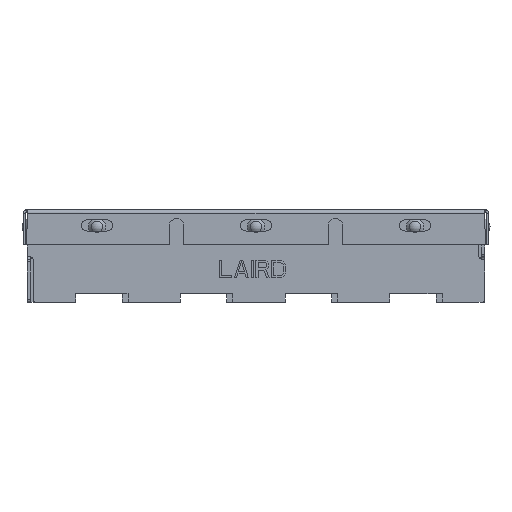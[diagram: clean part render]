
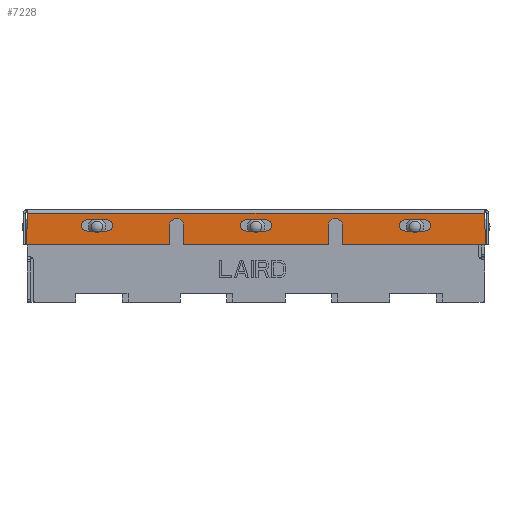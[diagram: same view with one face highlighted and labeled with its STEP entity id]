
A CAD part, front view. The second image highlights one B-rep face of the part: STEP entity #7228.
In plain terms, the highlighted face is planar.
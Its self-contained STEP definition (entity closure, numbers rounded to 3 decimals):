
#7228=ADVANCED_FACE('',(#14872,#14874,#14876,#14878),#14880,.T.);
#14872=FACE_BOUND('',#14873,.T.);
#14873=EDGE_LOOP('',(#20675,#20676,#20677,#20678,#20679,#20680,#20681,#20682,#20683,
#20684,#20685,#20686));
#14874=FACE_BOUND('',#14875,.T.);
#14875=EDGE_LOOP('',(#20687,#20688,#20689,#20690));
#14876=FACE_BOUND('',#14877,.T.);
#14877=EDGE_LOOP('',(#20691,#20692,#20693,#20694));
#14878=FACE_BOUND('',#14879,.T.);
#14879=EDGE_LOOP('',(#20695,#20696,#20697,#20698));
#14880=PLANE('',#14881);
#14881=AXIS2_PLACEMENT_3D('',#14882,#14883,#14884);
#14882=CARTESIAN_POINT('',(13.135,0.8,13.335));
#14883=DIRECTION('',(-0.,0.,1.));
#14884=DIRECTION('',(0.,-1.,0.));
#20675=ORIENTED_EDGE('',*,*,#23829,.F.);
#20676=ORIENTED_EDGE('',*,*,#23830,.F.);
#20677=ORIENTED_EDGE('',*,*,#23831,.T.);
#20678=ORIENTED_EDGE('',*,*,#23832,.F.);
#20679=ORIENTED_EDGE('',*,*,#23833,.T.);
#20680=ORIENTED_EDGE('',*,*,#23834,.T.);
#20681=ORIENTED_EDGE('',*,*,#23835,.T.);
#20682=ORIENTED_EDGE('',*,*,#23836,.F.);
#20683=ORIENTED_EDGE('',*,*,#23837,.T.);
#20684=ORIENTED_EDGE('',*,*,#23838,.T.);
#20685=ORIENTED_EDGE('',*,*,#23839,.T.);
#20686=ORIENTED_EDGE('',*,*,#23840,.T.);
#20687=ORIENTED_EDGE('',*,*,#23841,.T.);
#20688=ORIENTED_EDGE('',*,*,#23842,.F.);
#20689=ORIENTED_EDGE('',*,*,#23843,.T.);
#20690=ORIENTED_EDGE('',*,*,#23844,.F.);
#20691=ORIENTED_EDGE('',*,*,#23845,.T.);
#20692=ORIENTED_EDGE('',*,*,#23846,.F.);
#20693=ORIENTED_EDGE('',*,*,#23847,.T.);
#20694=ORIENTED_EDGE('',*,*,#23848,.F.);
#20695=ORIENTED_EDGE('',*,*,#23849,.T.);
#20696=ORIENTED_EDGE('',*,*,#23850,.F.);
#20697=ORIENTED_EDGE('',*,*,#23851,.T.);
#20698=ORIENTED_EDGE('',*,*,#23852,.F.);
#23829=EDGE_CURVE('',#27831,#27832,#27833,.T.);
#23830=EDGE_CURVE('',#27834,#27831,#27835,.T.);
#23831=EDGE_CURVE('',#27834,#27836,#27837,.T.);
#23832=EDGE_CURVE('',#27838,#27836,#27839,.T.);
#23833=EDGE_CURVE('',#27838,#27840,#27841,.T.);
#23834=EDGE_CURVE('',#27840,#27842,#27843,.T.);
#23835=EDGE_CURVE('',#27842,#27844,#27845,.T.);
#23836=EDGE_CURVE('',#27846,#27844,#27847,.T.);
#23837=EDGE_CURVE('',#27846,#27848,#27849,.T.);
#23838=EDGE_CURVE('',#27848,#27850,#27851,.T.);
#23839=EDGE_CURVE('',#27850,#27852,#27853,.T.);
#23840=EDGE_CURVE('',#27852,#27832,#27854,.T.);
#23841=EDGE_CURVE('',#27855,#27856,#27857,.T.);
#23842=EDGE_CURVE('',#27858,#27856,#27859,.T.);
#23843=EDGE_CURVE('',#27858,#27860,#27861,.T.);
#23844=EDGE_CURVE('',#27855,#27860,#27862,.T.);
#23845=EDGE_CURVE('',#27863,#27864,#27865,.T.);
#23846=EDGE_CURVE('',#27866,#27864,#27867,.T.);
#23847=EDGE_CURVE('',#27866,#27868,#27869,.T.);
#23848=EDGE_CURVE('',#27863,#27868,#27870,.T.);
#23849=EDGE_CURVE('',#27871,#27872,#27873,.T.);
#23850=EDGE_CURVE('',#27874,#27872,#27875,.T.);
#23851=EDGE_CURVE('',#27874,#27876,#27877,.T.);
#23852=EDGE_CURVE('',#27871,#27876,#27878,.T.);
#27831=VERTEX_POINT('',#36887);
#27832=VERTEX_POINT('',#36888);
#27833=LINE('',#36889,#36890);
#27834=VERTEX_POINT('',#36892);
#27835=LINE('',#36893,#36894);
#27836=VERTEX_POINT('',#36896);
#27837=LINE('',#36897,#36898);
#27838=VERTEX_POINT('',#36900);
#27839=LINE('',#36901,#36902);
#27840=VERTEX_POINT('',#36904);
#27841=CIRCLE('',#36905,0.4);
#27842=VERTEX_POINT('',#36909);
#27843=LINE('',#36910,#36911);
#27844=VERTEX_POINT('',#36913);
#27845=LINE('',#36914,#36915);
#27846=VERTEX_POINT('',#36917);
#27847=LINE('',#36918,#36919);
#27848=VERTEX_POINT('',#36921);
#27849=CIRCLE('',#36922,0.4);
#27850=VERTEX_POINT('',#36926);
#27851=LINE('',#36927,#36928);
#27852=VERTEX_POINT('',#36930);
#27853=LINE('',#36931,#36932);
#27854=LINE('',#36934,#36935);
#27855=VERTEX_POINT('',#36937);
#27856=VERTEX_POINT('',#36938);
#27857=CIRCLE('',#36939,0.325);
#27858=VERTEX_POINT('',#36943);
#27859=LINE('',#36944,#36945);
#27860=VERTEX_POINT('',#36947);
#27861=CIRCLE('',#36948,0.325);
#27862=LINE('',#36952,#36953);
#27863=VERTEX_POINT('',#36955);
#27864=VERTEX_POINT('',#36956);
#27865=CIRCLE('',#36957,0.325);
#27866=VERTEX_POINT('',#36961);
#27867=LINE('',#36962,#36963);
#27868=VERTEX_POINT('',#36965);
#27869=CIRCLE('',#36966,0.325);
#27870=LINE('',#36970,#36971);
#27871=VERTEX_POINT('',#36973);
#27872=VERTEX_POINT('',#36974);
#27873=CIRCLE('',#36975,0.325);
#27874=VERTEX_POINT('',#36979);
#27875=LINE('',#36980,#36981);
#27876=VERTEX_POINT('',#36983);
#27877=CIRCLE('',#36984,0.325);
#27878=LINE('',#36988,#36989);
#36887=CARTESIAN_POINT('',(-13.075,0.8,13.335));
#36888=CARTESIAN_POINT('',(13.075,0.8,13.335));
#36889=CARTESIAN_POINT('',(-13.075,0.8,13.335));
#36890=VECTOR('',#36891,1.);
#36891=DIRECTION('',(1.,0.,0.));
#36892=CARTESIAN_POINT('',(-13.175,-1.,13.335));
#36893=CARTESIAN_POINT('',(-13.175,-1.,13.335));
#36894=VECTOR('',#36895,1.);
#36895=DIRECTION('',(0.056,0.998,0.));
#36896=CARTESIAN_POINT('',(-4.955,-1.,13.335));
#36897=CARTESIAN_POINT('',(-13.175,-1.,13.335));
#36898=VECTOR('',#36899,1.);
#36899=DIRECTION('',(1.,0.,0.));
#36900=CARTESIAN_POINT('',(-4.955,0.1,13.335));
#36901=CARTESIAN_POINT('',(-4.955,0.1,13.335));
#36902=VECTOR('',#36903,1.);
#36903=DIRECTION('',(0.,-1.,0.));
#36904=CARTESIAN_POINT('',(-4.155,0.1,13.335));
#36905=AXIS2_PLACEMENT_3D('',#36906,#36907,#36908);
#36906=CARTESIAN_POINT('',(-4.555,0.1,13.335));
#36907=DIRECTION('',(0.,0.,-1.));
#36908=DIRECTION('',(-1.,0.,0.));
#36909=CARTESIAN_POINT('',(-4.155,-1.,13.335));
#36910=CARTESIAN_POINT('',(-4.155,0.1,13.335));
#36911=VECTOR('',#36912,1.);
#36912=DIRECTION('',(0.,-1.,0.));
#36913=CARTESIAN_POINT('',(4.155,-1.,13.335));
#36914=CARTESIAN_POINT('',(-4.155,-1.,13.335));
#36915=VECTOR('',#36916,1.);
#36916=DIRECTION('',(1.,0.,0.));
#36917=CARTESIAN_POINT('',(4.155,0.1,13.335));
#36918=CARTESIAN_POINT('',(4.155,0.1,13.335));
#36919=VECTOR('',#36920,1.);
#36920=DIRECTION('',(0.,-1.,0.));
#36921=CARTESIAN_POINT('',(4.955,0.1,13.335));
#36922=AXIS2_PLACEMENT_3D('',#36923,#36924,#36925);
#36923=CARTESIAN_POINT('',(4.555,0.1,13.335));
#36924=DIRECTION('',(0.,0.,-1.));
#36925=DIRECTION('',(-1.,0.,0.));
#36926=CARTESIAN_POINT('',(4.955,-1.,13.335));
#36927=CARTESIAN_POINT('',(4.955,0.1,13.335));
#36928=VECTOR('',#36929,1.);
#36929=DIRECTION('',(0.,-1.,0.));
#36930=CARTESIAN_POINT('',(13.175,-1.,13.335));
#36931=CARTESIAN_POINT('',(4.955,-1.,13.335));
#36932=VECTOR('',#36933,1.);
#36933=DIRECTION('',(1.,0.,0.));
#36934=CARTESIAN_POINT('',(13.175,-1.,13.335));
#36935=VECTOR('',#36936,1.);
#36936=DIRECTION('',(-0.056,0.998,0.));
#36937=CARTESIAN_POINT('',(8.545,-0.225,13.335));
#36938=CARTESIAN_POINT('',(8.545,0.425,13.335));
#36939=AXIS2_PLACEMENT_3D('',#36940,#36941,#36942);
#36940=CARTESIAN_POINT('',(8.545,0.1,13.335));
#36941=DIRECTION('',(0.,0.,-1.));
#36942=DIRECTION('',(0.,-1.,0.));
#36943=CARTESIAN_POINT('',(9.675,0.425,13.335));
#36944=CARTESIAN_POINT('',(9.675,0.425,13.335));
#36945=VECTOR('',#36946,1.);
#36946=DIRECTION('',(-1.,0.,0.));
#36947=CARTESIAN_POINT('',(9.675,-0.225,13.335));
#36948=AXIS2_PLACEMENT_3D('',#36949,#36950,#36951);
#36949=CARTESIAN_POINT('',(9.675,0.1,13.335));
#36950=DIRECTION('',(0.,0.,-1.));
#36951=DIRECTION('',(0.,1.,0.));
#36952=CARTESIAN_POINT('',(8.545,-0.225,13.335));
#36953=VECTOR('',#36954,1.);
#36954=DIRECTION('',(1.,0.,0.));
#36955=CARTESIAN_POINT('',(-9.675,-0.225,13.335));
#36956=CARTESIAN_POINT('',(-9.675,0.425,13.335));
#36957=AXIS2_PLACEMENT_3D('',#36958,#36959,#36960);
#36958=CARTESIAN_POINT('',(-9.675,0.1,13.335));
#36959=DIRECTION('',(0.,0.,-1.));
#36960=DIRECTION('',(0.,-1.,0.));
#36961=CARTESIAN_POINT('',(-8.545,0.425,13.335));
#36962=CARTESIAN_POINT('',(-8.545,0.425,13.335));
#36963=VECTOR('',#36964,1.);
#36964=DIRECTION('',(-1.,0.,0.));
#36965=CARTESIAN_POINT('',(-8.545,-0.225,13.335));
#36966=AXIS2_PLACEMENT_3D('',#36967,#36968,#36969);
#36967=CARTESIAN_POINT('',(-8.545,0.1,13.335));
#36968=DIRECTION('',(0.,0.,-1.));
#36969=DIRECTION('',(0.,1.,0.));
#36970=CARTESIAN_POINT('',(-9.675,-0.225,13.335));
#36971=VECTOR('',#36972,1.);
#36972=DIRECTION('',(1.,0.,0.));
#36973=CARTESIAN_POINT('',(-0.565,-0.225,13.335));
#36974=CARTESIAN_POINT('',(-0.565,0.425,13.335));
#36975=AXIS2_PLACEMENT_3D('',#36976,#36977,#36978);
#36976=CARTESIAN_POINT('',(-0.565,0.1,13.335));
#36977=DIRECTION('',(0.,0.,-1.));
#36978=DIRECTION('',(0.,-1.,0.));
#36979=CARTESIAN_POINT('',(0.565,0.425,13.335));
#36980=CARTESIAN_POINT('',(0.565,0.425,13.335));
#36981=VECTOR('',#36982,1.);
#36982=DIRECTION('',(-1.,0.,0.));
#36983=CARTESIAN_POINT('',(0.565,-0.225,13.335));
#36984=AXIS2_PLACEMENT_3D('',#36985,#36986,#36987);
#36985=CARTESIAN_POINT('',(0.565,0.1,13.335));
#36986=DIRECTION('',(0.,0.,-1.));
#36987=DIRECTION('',(0.,1.,0.));
#36988=CARTESIAN_POINT('',(-0.565,-0.225,13.335));
#36989=VECTOR('',#36990,1.);
#36990=DIRECTION('',(1.,0.,0.));
